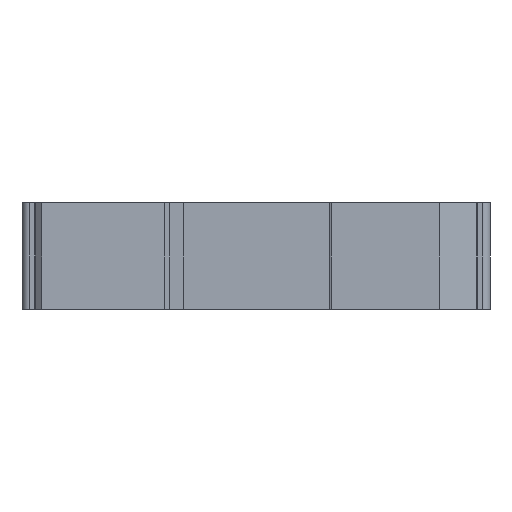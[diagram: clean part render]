
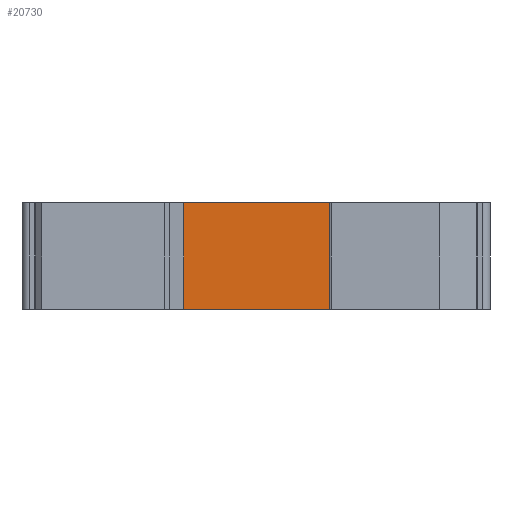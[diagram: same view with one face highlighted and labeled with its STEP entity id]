
A CAD part, front view. The second image highlights one B-rep face of the part: STEP entity #20730.
In plain terms, the highlighted planar face has unit normal (0, -1, 0).
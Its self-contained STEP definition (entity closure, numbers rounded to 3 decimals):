
#960=CARTESIAN_POINT('',(17.5,0.,
0.));
#970=VERTEX_POINT('',#960);
#1000=CARTESIAN_POINT('',(17.5,0.,26.4));
#1010=DIRECTION('',(0.,0.,-1.));
#1020=VECTOR('',#1010,1.);
#1030=LINE('',#1000,#1020);
#1040=CARTESIAN_POINT('',(17.5,0.,22.6));
#1050=VERTEX_POINT('',#1040);
#1060=EDGE_CURVE('',#1050,#970,#1030,.T.);
#3070=CARTESIAN_POINT('',(-18.,0.,22.6));
#3080=VERTEX_POINT('',#3070);
#3130=CARTESIAN_POINT('',(-18.,0.,22.6));
#3140=DIRECTION('',(0.,0.,-1.));
#3150=VECTOR('',#3140,1.);
#3160=LINE('',#3130,#3150);
#3170=CARTESIAN_POINT('',(-18.,0.,22.55));
#3180=VERTEX_POINT('',#3170);
#3190=EDGE_CURVE('',#3080,#3180,#3160,.T.);
#12690=CARTESIAN_POINT('',(-18.,0.,0.));
#12700=VERTEX_POINT('',#12690);
#12730=CARTESIAN_POINT('',(0.,0.,
0.));
#12740=DIRECTION('',(1.,0.,0.));
#12750=VECTOR('',#12740,1.);
#12760=LINE('',#12730,#12750);
#12770=EDGE_CURVE('',#12700,#970,#12760,.T.);
#19050=CARTESIAN_POINT('',(-17.5,0.,26.4));
#19060=DIRECTION('',(0.,0.,1.));
#19070=VECTOR('',#19060,1.);
#19080=LINE('',#19050,#19070);
#19090=CARTESIAN_POINT('',(-17.5,0.,
0.05));
#19100=VERTEX_POINT('',#19090);
#19110=CARTESIAN_POINT('',(-17.5,0.,22.55))
;
#19120=VERTEX_POINT('',#19110);
#19130=EDGE_CURVE('',#19100,#19120,#19080,.T.);
#20360=CARTESIAN_POINT('',(-17.5,0.,22.6));
#20370=DIRECTION('',(-0.,1.,0.));
#20380=DIRECTION('',(1.,0.,0.));
#20390=AXIS2_PLACEMENT_3D('',#20360,#20370,#20380);
#20400=PLANE('',#20390);
#20410=CARTESIAN_POINT('',(0.,0.,22.6))
;
#20420=DIRECTION('',(-1.,0.,0.));
#20430=VECTOR('',#20420,1.);
#20440=LINE('',#20410,#20430);
#20450=EDGE_CURVE('',#1050,#3080,#20440,.T.);
#20460=ORIENTED_EDGE('',*,*,#20450,.T.);
#20470=ORIENTED_EDGE('',*,*,#1060,.F.);
#20480=ORIENTED_EDGE('',*,*,#12770,.T.);
#20490=CARTESIAN_POINT('',(-18.,0.,26.4));
#20500=DIRECTION('',(0.,0.,-1.));
#20510=VECTOR('',#20500,1.);
#20520=LINE('',#20490,#20510);
#20530=CARTESIAN_POINT('',(-18.,0.,
0.05));
#20540=VERTEX_POINT('',#20530);
#20550=EDGE_CURVE('',#20540,#12700,#20520,.T.);
#20560=ORIENTED_EDGE('',*,*,#20550,.T.);
#20570=CARTESIAN_POINT('',(0.,0.,
0.05));
#20580=DIRECTION('',(1.,0.,0.));
#20590=VECTOR('',#20580,1.);
#20600=LINE('',#20570,#20590);
#20610=EDGE_CURVE('',#20540,#19100,#20600,.T.);
#20620=ORIENTED_EDGE('',*,*,#20610,.F.);
#20630=ORIENTED_EDGE('',*,*,#19130,.F.);
#20640=CARTESIAN_POINT('',(0.,0.,
22.55));
#20650=DIRECTION('',(-1.,0.,0.));
#20660=VECTOR('',#20650,1.);
#20670=LINE('',#20640,#20660);
#20680=EDGE_CURVE('',#19120,#3180,#20670,.T.);
#20690=ORIENTED_EDGE('',*,*,#20680,.F.);
#20700=ORIENTED_EDGE('',*,*,#3190,.T.);
#20710=EDGE_LOOP('',(#20700,#20690,#20630,#20620,#20560,#20480,#20470,
#20460));
#20720=FACE_OUTER_BOUND('',#20710,.T.);
#20730=ADVANCED_FACE('',(#20720),#20400,.F.);
